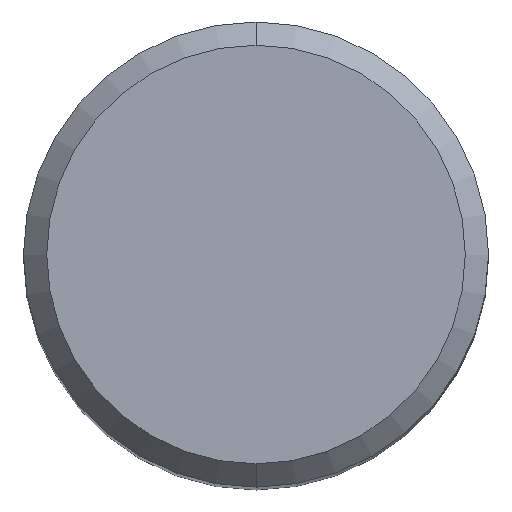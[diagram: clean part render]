
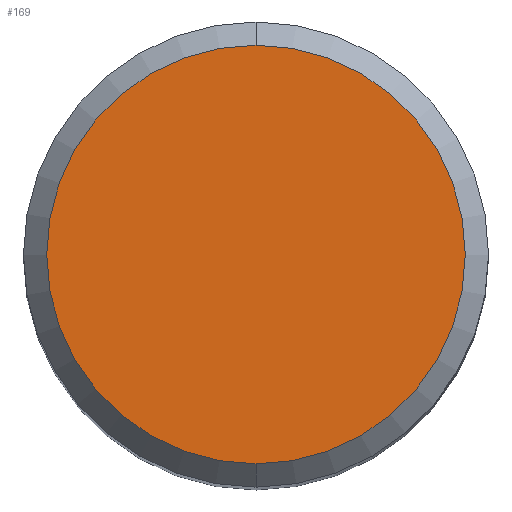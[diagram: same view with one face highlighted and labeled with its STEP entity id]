
A CAD part, top view. The second image highlights one B-rep face of the part: STEP entity #169.
In plain terms, the highlighted planar face has unit normal (0, 0, 1).
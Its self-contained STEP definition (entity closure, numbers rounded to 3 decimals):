
#169=ADVANCED_FACE('',(#460),#461,.T.);
#277=EDGE_CURVE('',#371,#341,#577,.T.);
#293=EDGE_CURVE('',#341,#371,#595,.T.);
#341=VERTEX_POINT('',#651);
#371=VERTEX_POINT('',#682);
#460=FACE_OUTER_BOUND('',#771,.T.);
#461=PLANE('',#772);
#577=CIRCLE('',#989,5.4);
#595=CIRCLE('',#1037,5.4);
#651=CARTESIAN_POINT('',(0.,-5.4,0.0));
#682=CARTESIAN_POINT('',(0.0,5.4,0.0));
#771=EDGE_LOOP('',(#1444,#1445));
#772=AXIS2_PLACEMENT_3D('',#1446,#1447,#1448);
#989=AXIS2_PLACEMENT_3D('',#1546,#1547,#1548);
#1037=AXIS2_PLACEMENT_3D('',#1569,#1570,#1571);
#1444=ORIENTED_EDGE('',*,*,#277,.F.);
#1445=ORIENTED_EDGE('',*,*,#293,.F.);
#1446=CARTESIAN_POINT('',(0.0,2.7,0.0));
#1447=DIRECTION('',(-0.0,0.0,1.0));
#1448=DIRECTION('',(0.0,-1.0,0.0));
#1546=CARTESIAN_POINT('',(0.0,0.0,0.0));
#1547=DIRECTION('',(0.0,0.0,-1.0));
#1548=DIRECTION('',(0.0,1.0,0.0));
#1569=CARTESIAN_POINT('',(0.0,0.0,0.0));
#1570=DIRECTION('',(0.0,0.0,-1.0));
#1571=DIRECTION('',(0.0,1.0,0.0));
